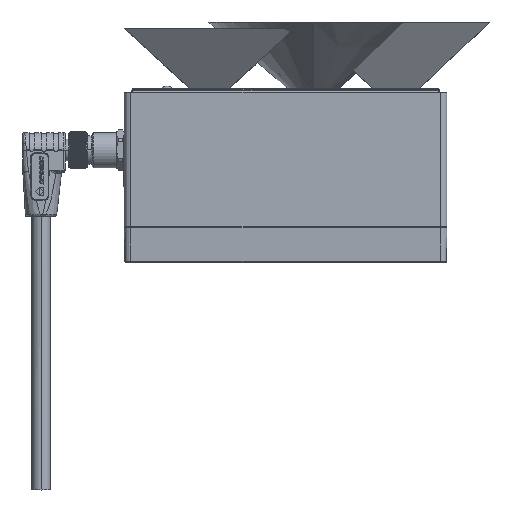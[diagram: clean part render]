
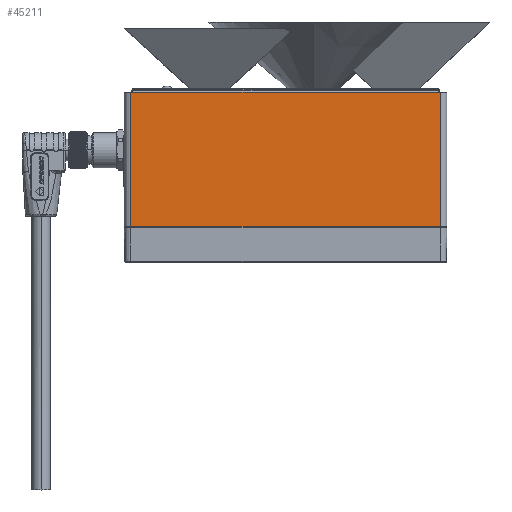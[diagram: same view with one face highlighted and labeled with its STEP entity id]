
A CAD part, top view. The second image highlights one B-rep face of the part: STEP entity #45211.
In plain terms, the highlighted face is planar.
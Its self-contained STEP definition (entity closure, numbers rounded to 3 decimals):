
#3170 = VECTOR ( 'NONE', #49094, 1000. ) ;
#3251 = LINE ( 'NONE', #52574, #116743 ) ;
#16651 = EDGE_CURVE ( 'NONE', #117678, #31690, #42557, .T. ) ;
#17525 = DIRECTION ( 'NONE',  ( 1., 0., 0. ) ) ;
#28228 = PLANE ( 'NONE',  #131968 ) ;
#31690 = VERTEX_POINT ( 'NONE', #32588 ) ;
#32588 = CARTESIAN_POINT ( 'NONE',  ( 42., 6., -23.3 ) ) ;
#33049 = ORIENTED_EDGE ( 'NONE', *, *, #143263, .T. ) ;
#41692 = DIRECTION ( 'NONE',  ( 0., -1., 0. ) ) ;
#42557 = LINE ( 'NONE', #142571, #158701 ) ;
#45211 = ADVANCED_FACE ( 'NONE', ( #101680 ), #28228, .T. ) ;
#49094 = DIRECTION ( 'NONE',  ( 0., -1., 0. ) ) ;
#51655 = DIRECTION ( 'NONE',  ( 0., 0., -1. ) ) ;
#52574 = CARTESIAN_POINT ( 'NONE',  ( -42., 42.5, -23.3 ) ) ;
#58975 = EDGE_LOOP ( 'NONE', ( #121852, #159740, #116969, #33049 ) ) ;
#62776 = CARTESIAN_POINT ( 'NONE',  ( 42., 42.5, -23.3 ) ) ;
#67185 = VECTOR ( 'NONE', #41692, 1000. ) ;
#67465 = EDGE_CURVE ( 'NONE', #96850, #73183, #3251, .T. ) ;
#73183 = VERTEX_POINT ( 'NONE', #88036 ) ;
#74081 = LINE ( 'NONE', #62776, #3170 ) ;
#82487 = CARTESIAN_POINT ( 'NONE',  ( -42., 42.5, -23.3 ) ) ;
#88036 = CARTESIAN_POINT ( 'NONE',  ( 42., 42.5, -23.3 ) ) ;
#96850 = VERTEX_POINT ( 'NONE', #82487 ) ;
#101680 = FACE_OUTER_BOUND ( 'NONE', #58975, .T. ) ;
#101782 = DIRECTION ( 'NONE',  ( 1., 0., 0. ) ) ;
#109269 = EDGE_CURVE ( 'NONE', #96850, #117678, #150551, .T. ) ;
#116743 = VECTOR ( 'NONE', #101782, 1000. ) ;
#116969 = ORIENTED_EDGE ( 'NONE', *, *, #67465, .T. ) ;
#117678 = VERTEX_POINT ( 'NONE', #129311 ) ;
#121852 = ORIENTED_EDGE ( 'NONE', *, *, #16651, .F. ) ;
#129027 = CARTESIAN_POINT ( 'NONE',  ( -42., 42.5, -23.3 ) ) ;
#129311 = CARTESIAN_POINT ( 'NONE',  ( -42., 6., -23.3 ) ) ;
#131968 = AXIS2_PLACEMENT_3D ( 'NONE', #129027, #51655, #150829 ) ;
#142571 = CARTESIAN_POINT ( 'NONE',  ( -42., 6., -23.3 ) ) ;
#143263 = EDGE_CURVE ( 'NONE', #73183, #31690, #74081, .T. ) ;
#149745 = CARTESIAN_POINT ( 'NONE',  ( -42., 42.5, -23.3 ) ) ;
#150551 = LINE ( 'NONE', #149745, #67185 ) ;
#150829 = DIRECTION ( 'NONE',  ( -1., 0., 0. ) ) ;
#158701 = VECTOR ( 'NONE', #17525, 1000. ) ;
#159740 = ORIENTED_EDGE ( 'NONE', *, *, #109269, .F. ) ;
